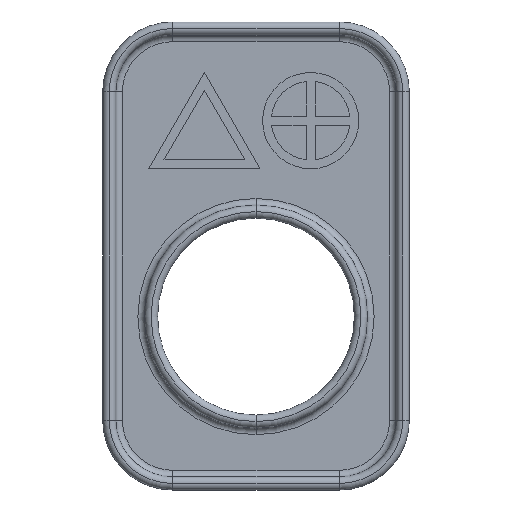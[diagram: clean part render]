
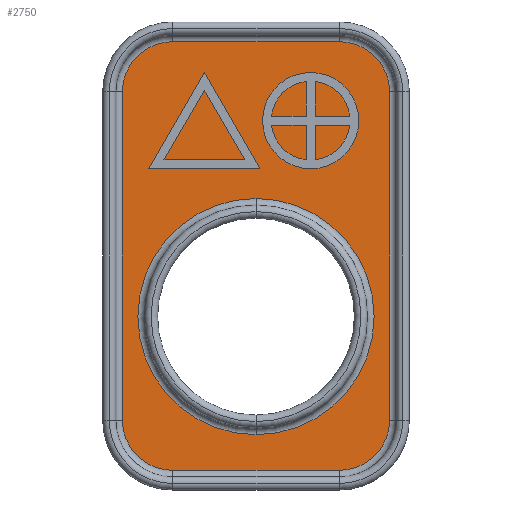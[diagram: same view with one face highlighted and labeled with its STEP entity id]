
A CAD part, front view. The second image highlights one B-rep face of the part: STEP entity #2750.
In plain terms, the highlighted planar face has unit normal (0, -1, 0).
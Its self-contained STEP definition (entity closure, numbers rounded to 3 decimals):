
#372 = ORIENTED_EDGE ( 'NONE', *, *, #1045, .T. ) ;
#414 = EDGE_CURVE ( 'NONE', #3797, #1595, #6535, .T. ) ;
#551 = ORIENTED_EDGE ( 'NONE', *, *, #2329, .F. ) ;
#638 = CARTESIAN_POINT ( 'NONE',  ( 13., 0., -75. ) ) ;
#697 = LINE ( 'NONE', #3423, #6299 ) ;
#716 = FACE_OUTER_BOUND ( 'NONE', #4495, .T. ) ;
#798 = VERTEX_POINT ( 'NONE', #5763 ) ;
#812 = CARTESIAN_POINT ( 'NONE',  ( 67.1, 0., 0. ) ) ;
#939 = DIRECTION ( 'NONE',  ( -1., 0., 0. ) ) ;
#1045 = EDGE_CURVE ( 'NONE', #1595, #3797, #5041, .T. ) ;
#1053 = ORIENTED_EDGE ( 'NONE', *, *, #5624, .T. ) ;
#1065 = CARTESIAN_POINT ( 'NONE',  ( -3., 0., -75. ) ) ;
#1104 = AXIS2_PLACEMENT_3D ( 'NONE', #4047, #4529, #6173 ) ;
#1121 = CARTESIAN_POINT ( 'NONE',  ( 67.1, 0., 0. ) ) ;
#1125 = VERTEX_POINT ( 'NONE', #1065 ) ;
#1198 = CARTESIAN_POINT ( 'NONE',  ( 13., 0., 0. ) ) ;
#1234 = ORIENTED_EDGE ( 'NONE', *, *, #2168, .T. ) ;
#1262 = DIRECTION ( 'NONE',  ( 0., 1., 0. ) ) ;
#1272 = DIRECTION ( 'NONE',  ( 0., -1., 0. ) ) ;
#1275 = ORIENTED_EDGE ( 'NONE', *, *, #2719, .F. ) ;
#1448 = CARTESIAN_POINT ( 'NONE',  ( 32.05, 0., -73.855 ) ) ;
#1453 = EDGE_CURVE ( 'NONE', #3233, #798, #697, .T. ) ;
#1595 = VERTEX_POINT ( 'NONE', #4373 ) ;
#1669 = CARTESIAN_POINT ( 'NONE',  ( 51.1, 0., 16. ) ) ;
#1712 = FACE_BOUND ( 'NONE', #3596, .T. ) ;
#1763 = DIRECTION ( 'NONE',  ( -1., 0., 0. ) ) ;
#1787 = DIRECTION ( 'NONE',  ( 0., 0., -1. ) ) ;
#1800 = VECTOR ( 'NONE', #2463, 1000. ) ;
#1804 = VERTEX_POINT ( 'NONE', #2434 ) ;
#1810 = CARTESIAN_POINT ( 'NONE',  ( 51.1, 0., -91. ) ) ;
#1875 = DIRECTION ( 'NONE',  ( 0., 0., -1. ) ) ;
#2024 = VERTEX_POINT ( 'NONE', #2834 ) ;
#2168 = EDGE_CURVE ( 'NONE', #1804, #6519, #5136, .T. ) ;
#2298 = DIRECTION ( 'NONE',  ( 0., 1., 0. ) ) ;
#2329 = EDGE_CURVE ( 'NONE', #798, #1125, #5629, .T. ) ;
#2358 = DIRECTION ( 'NONE',  ( 0., 0., -1. ) ) ;
#2434 = CARTESIAN_POINT ( 'NONE',  ( 67.1, 0., -75. ) ) ;
#2463 = DIRECTION ( 'NONE',  ( 0., 0., 1. ) ) ;
#2500 = EDGE_CURVE ( 'NONE', #1125, #2024, #4705, .T. ) ;
#2541 = EDGE_CURVE ( 'NONE', #6035, #6519, #3206, .T. ) ;
#2667 = AXIS2_PLACEMENT_3D ( 'NONE', #4470, #1272, #1787 ) ;
#2701 = DIRECTION ( 'NONE',  ( 0., 1., 0. ) ) ;
#2719 = EDGE_CURVE ( 'NONE', #1804, #3233, #4620, .T. ) ;
#2750 = ADVANCED_FACE ( 'NONE', ( #716, #1712 ), #4512, .T. ) ;
#2777 = AXIS2_PLACEMENT_3D ( 'NONE', #4435, #6019, #2358 ) ;
#2834 = CARTESIAN_POINT ( 'NONE',  ( -3., 0., 0. ) ) ;
#2976 = AXIS2_PLACEMENT_3D ( 'NONE', #4184, #4215, #6338 ) ;
#3206 = CIRCLE ( 'NONE', #5180, 16. ) ;
#3233 = VERTEX_POINT ( 'NONE', #1810 ) ;
#3238 = ORIENTED_EDGE ( 'NONE', *, *, #414, .T. ) ;
#3358 = CARTESIAN_POINT ( 'NONE',  ( 13., 0., 16. ) ) ;
#3423 = CARTESIAN_POINT ( 'NONE',  ( 0., 0., -91. ) ) ;
#3557 = CIRCLE ( 'NONE', #4942, 16. ) ;
#3596 = EDGE_LOOP ( 'NONE', ( #3238, #372 ) ) ;
#3610 = LINE ( 'NONE', #5778, #6160 ) ;
#3797 = VERTEX_POINT ( 'NONE', #1448 ) ;
#3951 = VERTEX_POINT ( 'NONE', #3358 ) ;
#4047 = CARTESIAN_POINT ( 'NONE',  ( 32.05, 0., -51.355 ) ) ;
#4173 = DIRECTION ( 'NONE',  ( 0., 0., 1. ) ) ;
#4184 = CARTESIAN_POINT ( 'NONE',  ( 32.05, 0., -51.355 ) ) ;
#4215 = DIRECTION ( 'NONE',  ( 0., 1., 0. ) ) ;
#4269 = ORIENTED_EDGE ( 'NONE', *, *, #2541, .F. ) ;
#4321 = DIRECTION ( 'NONE',  ( 0., 0., -1. ) ) ;
#4373 = CARTESIAN_POINT ( 'NONE',  ( 32.05, 0., -28.855 ) ) ;
#4435 = CARTESIAN_POINT ( 'NONE',  ( 51.1, 0., -75. ) ) ;
#4470 = CARTESIAN_POINT ( 'NONE',  ( 51.1, 0., -86.5 ) ) ;
#4479 = DIRECTION ( 'NONE',  ( 0., 0., -1. ) ) ;
#4495 = EDGE_LOOP ( 'NONE', ( #1275, #1234, #4269, #1053, #6234, #5119, #551, #5574 ) ) ;
#4512 = PLANE ( 'NONE',  #2667 ) ;
#4529 = DIRECTION ( 'NONE',  ( 0., 1., 0. ) ) ;
#4620 = CIRCLE ( 'NONE', #2777, 16. ) ;
#4705 = LINE ( 'NONE', #6872, #5287 ) ;
#4942 = AXIS2_PLACEMENT_3D ( 'NONE', #1198, #2701, #4321 ) ;
#5006 = CARTESIAN_POINT ( 'NONE',  ( 51.1, 0., 0. ) ) ;
#5041 = CIRCLE ( 'NONE', #2976, 22.5 ) ;
#5119 = ORIENTED_EDGE ( 'NONE', *, *, #2500, .F. ) ;
#5136 = LINE ( 'NONE', #812, #1800 ) ;
#5180 = AXIS2_PLACEMENT_3D ( 'NONE', #5006, #2298, #4479 ) ;
#5287 = VECTOR ( 'NONE', #4173, 1000. ) ;
#5574 = ORIENTED_EDGE ( 'NONE', *, *, #1453, .F. ) ;
#5624 = EDGE_CURVE ( 'NONE', #6035, #3951, #3610, .T. ) ;
#5629 = CIRCLE ( 'NONE', #6067, 16. ) ;
#5763 = CARTESIAN_POINT ( 'NONE',  ( 13., 0., -91. ) ) ;
#5778 = CARTESIAN_POINT ( 'NONE',  ( 0., 0., 16. ) ) ;
#6019 = DIRECTION ( 'NONE',  ( 0., 1., 0. ) ) ;
#6035 = VERTEX_POINT ( 'NONE', #1669 ) ;
#6065 = EDGE_CURVE ( 'NONE', #2024, #3951, #3557, .T. ) ;
#6067 = AXIS2_PLACEMENT_3D ( 'NONE', #638, #1262, #1875 ) ;
#6160 = VECTOR ( 'NONE', #939, 1000. ) ;
#6173 = DIRECTION ( 'NONE',  ( 0., 0., -1. ) ) ;
#6234 = ORIENTED_EDGE ( 'NONE', *, *, #6065, .F. ) ;
#6299 = VECTOR ( 'NONE', #1763, 1000. ) ;
#6338 = DIRECTION ( 'NONE',  ( 0., 0., -1. ) ) ;
#6519 = VERTEX_POINT ( 'NONE', #1121 ) ;
#6535 = CIRCLE ( 'NONE', #1104, 22.5 ) ;
#6872 = CARTESIAN_POINT ( 'NONE',  ( -3., 0., 0. ) ) ;
